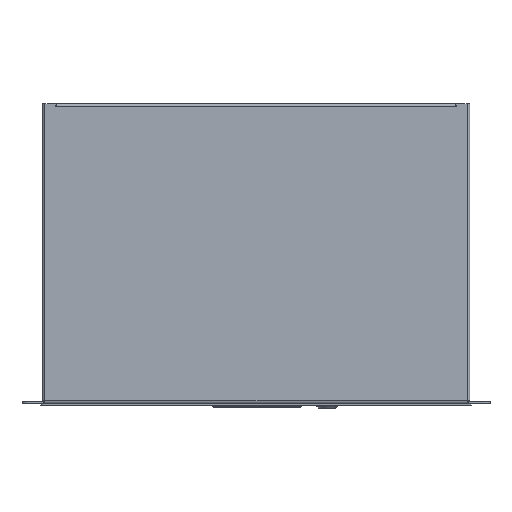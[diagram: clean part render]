
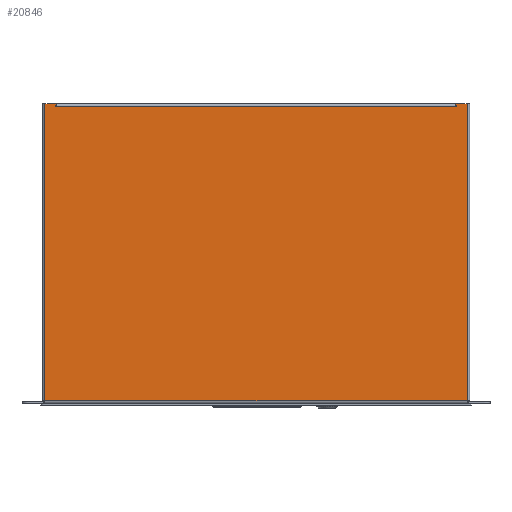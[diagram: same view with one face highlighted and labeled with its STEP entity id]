
A CAD part, top view. The second image highlights one B-rep face of the part: STEP entity #20846.
In plain terms, the highlighted planar face has unit normal (0, 0, 1).
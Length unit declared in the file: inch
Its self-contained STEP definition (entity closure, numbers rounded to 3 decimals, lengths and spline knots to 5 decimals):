
#101 = CARTESIAN_POINT ( 'NONE',  ( 8.57, 0.21127, 3.4065 ) ) ;
#362 = DIRECTION ( 'NONE',  ( -1., 0., 0. ) ) ;
#469 = DIRECTION ( 'NONE',  ( 0., 0., 1. ) ) ;
#648 = ORIENTED_EDGE ( 'NONE', *, *, #17928, .T. ) ;
#1120 = VERTEX_POINT ( 'NONE', #16427 ) ;
#1180 = VECTOR ( 'NONE', #8557, 39.37008 ) ;
#1335 = EDGE_CURVE ( 'NONE', #6531, #6369, #6004, .T. ) ;
#1528 = DIRECTION ( 'NONE',  ( 0., -1., 0. ) ) ;
#1839 = EDGE_CURVE ( 'NONE', #19880, #6531, #13170, .T. ) ;
#2084 = CARTESIAN_POINT ( 'NONE',  ( 8.136, 12.17027, 3.4065 ) ) ;
#2341 = ORIENTED_EDGE ( 'NONE', *, *, #5909, .T. ) ;
#2495 = ORIENTED_EDGE ( 'NONE', *, *, #1335, .T. ) ;
#3655 = DIRECTION ( 'NONE',  ( 1., 0., 0. ) ) ;
#3737 = ORIENTED_EDGE ( 'NONE', *, *, #9392, .T. ) ;
#3765 = LINE ( 'NONE', #11943, #8829 ) ;
#4008 = VERTEX_POINT ( 'NONE', #17341 ) ;
#4101 = AXIS2_PLACEMENT_3D ( 'NONE', #16517, #469, #3655 ) ;
#4248 = ORIENTED_EDGE ( 'NONE', *, *, #12237, .T. ) ;
#4369 = DIRECTION ( 'NONE',  ( -1., 0., 0. ) ) ;
#4372 = CARTESIAN_POINT ( 'NONE',  ( 8.57, 12.27827, 3.4065 ) ) ;
#4506 = DIRECTION ( 'NONE',  ( 0., 1., 0. ) ) ;
#5796 = CARTESIAN_POINT ( 'NONE',  ( 8.57, 12.27827, 3.4065 ) ) ;
#5909 = EDGE_CURVE ( 'NONE', #16164, #19880, #3765, .T. ) ;
#5938 = VERTEX_POINT ( 'NONE', #16933 ) ;
#6004 = LINE ( 'NONE', #5796, #7165 ) ;
#6039 = CARTESIAN_POINT ( 'NONE',  ( 8.106, 12.17027, 3.4065 ) ) ;
#6369 = VERTEX_POINT ( 'NONE', #4372 ) ;
#6530 = CARTESIAN_POINT ( 'NONE',  ( -8.57, 0.21127, 3.4065 ) ) ;
#6531 = VERTEX_POINT ( 'NONE', #101 ) ;
#6633 = VECTOR ( 'NONE', #362, 39.37008 ) ;
#6850 = FACE_OUTER_BOUND ( 'NONE', #12602, .T. ) ;
#6874 = VECTOR ( 'NONE', #10409, 39.37008 ) ;
#7028 = VECTOR ( 'NONE', #4369, 39.37008 ) ;
#7165 = VECTOR ( 'NONE', #4506, 39.37008 ) ;
#7662 = LINE ( 'NONE', #18507, #7028 ) ;
#7759 = EDGE_CURVE ( 'NONE', #5938, #17782, #15185, .T. ) ;
#7906 = LINE ( 'NONE', #14382, #16494 ) ;
#7967 = CARTESIAN_POINT ( 'NONE',  ( -8.678, 12.27827, 3.4065 ) ) ;
#8088 = DIRECTION ( 'NONE',  ( 1., 0., 0. ) ) ;
#8187 = EDGE_CURVE ( 'NONE', #1120, #14560, #8418, .T. ) ;
#8418 = LINE ( 'NONE', #17664, #15353 ) ;
#8436 = LINE ( 'NONE', #14914, #6633 ) ;
#8557 = DIRECTION ( 'NONE',  ( -1., 0., 0. ) ) ;
#8829 = VECTOR ( 'NONE', #16834, 39.37008 ) ;
#8894 = ORIENTED_EDGE ( 'NONE', *, *, #12765, .T. ) ;
#9091 = CARTESIAN_POINT ( 'NONE',  ( -8.57, 12.27827, 3.4065 ) ) ;
#9391 = ORIENTED_EDGE ( 'NONE', *, *, #16436, .T. ) ;
#9392 = EDGE_CURVE ( 'NONE', #14560, #11669, #7906, .T. ) ;
#9964 = VECTOR ( 'NONE', #14326, 39.37008 ) ;
#10013 = CARTESIAN_POINT ( 'NONE',  ( -8.136, 12.27827, 3.4065 ) ) ;
#10155 = LINE ( 'NONE', #2084, #1180 ) ;
#10409 = DIRECTION ( 'NONE',  ( 0., 1., 0. ) ) ;
#10429 = ORIENTED_EDGE ( 'NONE', *, *, #8187, .T. ) ;
#11669 = VERTEX_POINT ( 'NONE', #6039 ) ;
#11943 = CARTESIAN_POINT ( 'NONE',  ( -8.57, 12.27827, 3.4065 ) ) ;
#12237 = EDGE_CURVE ( 'NONE', #4008, #5938, #10155, .T. ) ;
#12296 = VECTOR ( 'NONE', #8088, 39.37008 ) ;
#12602 = EDGE_LOOP ( 'NONE', ( #3737, #9391, #4248, #18374, #648, #2341, #13259, #2495, #8894, #10429 ) ) ;
#12765 = EDGE_CURVE ( 'NONE', #6369, #1120, #16146, .T. ) ;
#12782 = DIRECTION ( 'NONE',  ( -1., 0., 0. ) ) ;
#13170 = LINE ( 'NONE', #17644, #12296 ) ;
#13259 = ORIENTED_EDGE ( 'NONE', *, *, #1839, .T. ) ;
#13275 = CARTESIAN_POINT ( 'NONE',  ( -8.136, 12.27827, 3.4065 ) ) ;
#14326 = DIRECTION ( 'NONE',  ( -1., 0., 0. ) ) ;
#14382 = CARTESIAN_POINT ( 'NONE',  ( 8.136, 12.17027, 3.4065 ) ) ;
#14560 = VERTEX_POINT ( 'NONE', #14628 ) ;
#14628 = CARTESIAN_POINT ( 'NONE',  ( 8.136, 12.17027, 3.4065 ) ) ;
#14914 = CARTESIAN_POINT ( 'NONE',  ( -8.678, 12.17027, 3.4065 ) ) ;
#15185 = LINE ( 'NONE', #13275, #6874 ) ;
#15353 = VECTOR ( 'NONE', #1528, 39.37008 ) ;
#16146 = LINE ( 'NONE', #7967, #9964 ) ;
#16164 = VERTEX_POINT ( 'NONE', #9091 ) ;
#16427 = CARTESIAN_POINT ( 'NONE',  ( 8.136, 12.27827, 3.4065 ) ) ;
#16436 = EDGE_CURVE ( 'NONE', #11669, #4008, #8436, .T. ) ;
#16494 = VECTOR ( 'NONE', #12782, 39.37008 ) ;
#16517 = CARTESIAN_POINT ( 'NONE',  ( -8.678, 12.27827, 3.4065 ) ) ;
#16834 = DIRECTION ( 'NONE',  ( 0., -1., 0. ) ) ;
#16933 = CARTESIAN_POINT ( 'NONE',  ( -8.136, 12.17027, 3.4065 ) ) ;
#17341 = CARTESIAN_POINT ( 'NONE',  ( -8.106, 12.17027, 3.4065 ) ) ;
#17644 = CARTESIAN_POINT ( 'NONE',  ( -8.678, 0.21127, 3.4065 ) ) ;
#17664 = CARTESIAN_POINT ( 'NONE',  ( 8.136, 12.27827, 3.4065 ) ) ;
#17782 = VERTEX_POINT ( 'NONE', #10013 ) ;
#17928 = EDGE_CURVE ( 'NONE', #17782, #16164, #7662, .T. ) ;
#18002 = PLANE ( 'NONE',  #4101 ) ;
#18374 = ORIENTED_EDGE ( 'NONE', *, *, #7759, .T. ) ;
#18507 = CARTESIAN_POINT ( 'NONE',  ( -8.678, 12.27827, 3.4065 ) ) ;
#19880 = VERTEX_POINT ( 'NONE', #6530 ) ;
#20846 = ADVANCED_FACE ( 'NONE', ( #6850 ), #18002, .T. ) ;
